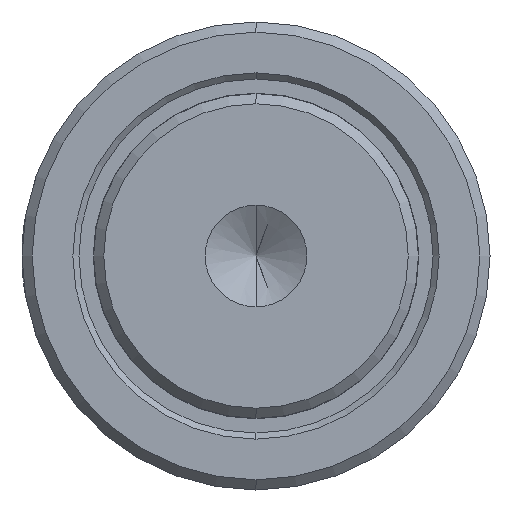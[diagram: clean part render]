
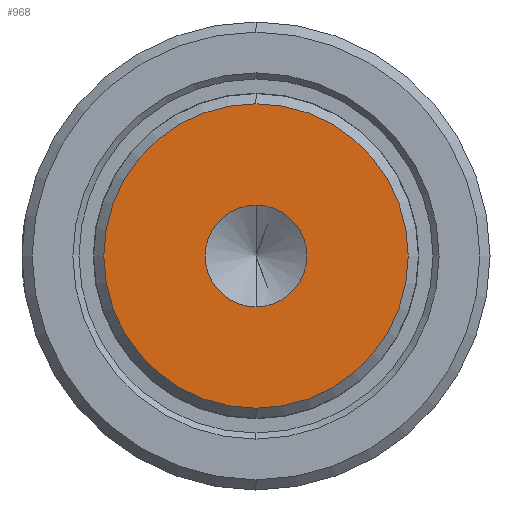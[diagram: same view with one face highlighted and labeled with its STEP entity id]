
A CAD part, left-side view. The second image highlights one B-rep face of the part: STEP entity #968.
In plain terms, the highlighted planar face has unit normal (-1, 0, 0).
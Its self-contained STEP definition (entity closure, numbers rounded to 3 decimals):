
#85 = VERTEX_POINT ( 'NONE', #1440 ) ;
#128 = DIRECTION ( 'NONE',  ( -1., 0., 0. ) ) ;
#201 = EDGE_CURVE ( 'NONE', #85, #939, #1059, .T. ) ;
#256 = CARTESIAN_POINT ( 'NONE',  ( 0., 0., -2.5 ) ) ;
#271 = DIRECTION ( 'NONE',  ( -1., 0., 0. ) ) ;
#293 = AXIS2_PLACEMENT_3D ( 'NONE', #1704, #849, #1838 ) ;
#416 = CARTESIAN_POINT ( 'NONE',  ( 0., 0., 0. ) ) ;
#597 = ORIENTED_EDGE ( 'NONE', *, *, #1283, .F. ) ;
#628 = AXIS2_PLACEMENT_3D ( 'NONE', #416, #271, #1698 ) ;
#633 = AXIS2_PLACEMENT_3D ( 'NONE', #985, #128, #1131 ) ;
#666 = CARTESIAN_POINT ( 'NONE',  ( 0., 0., 0. ) ) ;
#809 = DIRECTION ( 'NONE',  ( 0., 0., 1. ) ) ;
#815 = EDGE_LOOP ( 'NONE', ( #1089, #597 ) ) ;
#849 = DIRECTION ( 'NONE',  ( -1., 0., 0. ) ) ;
#928 = VERTEX_POINT ( 'NONE', #1405 ) ;
#939 = VERTEX_POINT ( 'NONE', #1106 ) ;
#968 = ADVANCED_FACE ( 'NONE', ( #1387, #1298 ), #1566, .T. ) ;
#985 = CARTESIAN_POINT ( 'NONE',  ( 0., 0., 0. ) ) ;
#1059 = CIRCLE ( 'NONE', #1621, 7.48 ) ;
#1089 = ORIENTED_EDGE ( 'NONE', *, *, #1605, .F. ) ;
#1106 = CARTESIAN_POINT ( 'NONE',  ( 0., 0., -7.48 ) ) ;
#1131 = DIRECTION ( 'NONE',  ( 0., 0., 1. ) ) ;
#1170 = ORIENTED_EDGE ( 'NONE', *, *, #201, .T. ) ;
#1199 = VERTEX_POINT ( 'NONE', #256 ) ;
#1211 = AXIS2_PLACEMENT_3D ( 'NONE', #666, #1661, #809 ) ;
#1283 = EDGE_CURVE ( 'NONE', #1199, #928, #1693, .T. ) ;
#1298 = FACE_BOUND ( 'NONE', #815, .T. ) ;
#1387 = FACE_OUTER_BOUND ( 'NONE', #1529, .T. ) ;
#1405 = CARTESIAN_POINT ( 'NONE',  ( 0., 0., 2.5 ) ) ;
#1422 = CIRCLE ( 'NONE', #633, 7.48 ) ;
#1440 = CARTESIAN_POINT ( 'NONE',  ( 0., 0., 7.48 ) ) ;
#1526 = DIRECTION ( 'NONE',  ( 0., 0., 1. ) ) ;
#1529 = EDGE_LOOP ( 'NONE', ( #1632, #1170 ) ) ;
#1535 = DIRECTION ( 'NONE',  ( -1., 0., 0. ) ) ;
#1540 = CARTESIAN_POINT ( 'NONE',  ( 0., 0., 0. ) ) ;
#1566 = PLANE ( 'NONE',  #628 ) ;
#1605 = EDGE_CURVE ( 'NONE', #928, #1199, #1635, .T. ) ;
#1621 = AXIS2_PLACEMENT_3D ( 'NONE', #1540, #1535, #1526 ) ;
#1632 = ORIENTED_EDGE ( 'NONE', *, *, #1785, .T. ) ;
#1635 = CIRCLE ( 'NONE', #1211, 2.5 ) ;
#1661 = DIRECTION ( 'NONE',  ( -1., 0., 0. ) ) ;
#1693 = CIRCLE ( 'NONE', #293, 2.5 ) ;
#1698 = DIRECTION ( 'NONE',  ( 0., 0., 1. ) ) ;
#1704 = CARTESIAN_POINT ( 'NONE',  ( 0., 0., 0. ) ) ;
#1785 = EDGE_CURVE ( 'NONE', #939, #85, #1422, .T. ) ;
#1838 = DIRECTION ( 'NONE',  ( 0., 0., 1. ) ) ;
